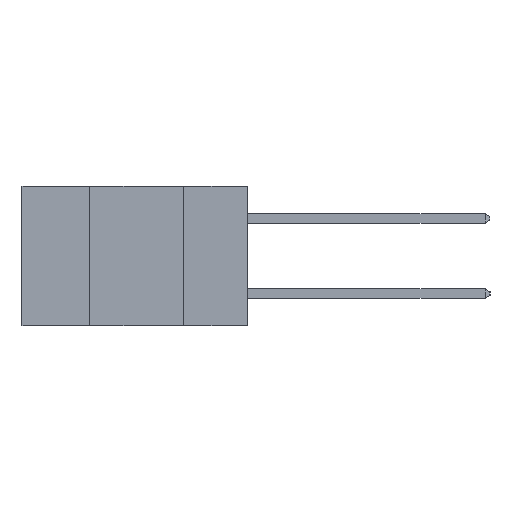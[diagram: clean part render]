
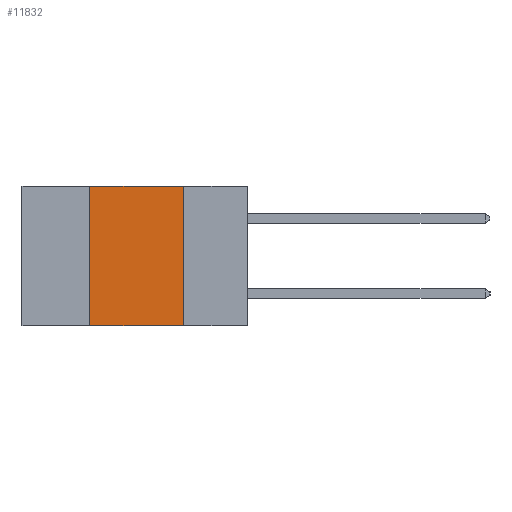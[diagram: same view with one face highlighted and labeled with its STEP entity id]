
A CAD part, left-side view. The second image highlights one B-rep face of the part: STEP entity #11832.
In plain terms, the highlighted planar face has unit normal (-1, 0, 0).
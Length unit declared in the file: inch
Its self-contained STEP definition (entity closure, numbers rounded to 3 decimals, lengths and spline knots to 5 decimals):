
#732 = EDGE_CURVE ( 'NONE', #3004, #15555, #16877, .T. ) ;
#2445 = CARTESIAN_POINT ( 'NONE',  ( 0., 0.42, -0.37 ) ) ;
#2703 = CARTESIAN_POINT ( 'NONE',  ( 0., 0.17, -0.37 ) ) ;
#3004 = VERTEX_POINT ( 'NONE', #2445 ) ;
#3108 = VECTOR ( 'NONE', #7549, 39.37008 ) ;
#4656 = DIRECTION ( 'NONE',  ( 0., 0., -1. ) ) ;
#4804 = EDGE_LOOP ( 'NONE', ( #16847, #13298, #10028, #21487 ) ) ;
#5566 = VECTOR ( 'NONE', #18277, 39.37008 ) ;
#6047 = LINE ( 'NONE', #18356, #10593 ) ;
#6123 = LINE ( 'NONE', #6325, #5566 ) ;
#6249 = EDGE_CURVE ( 'NONE', #12540, #8217, #6047, .T. ) ;
#6325 = CARTESIAN_POINT ( 'NONE',  ( 0., 0.6, 0. ) ) ;
#6915 = AXIS2_PLACEMENT_3D ( 'NONE', #14788, #9641, #21456 ) ;
#7549 = DIRECTION ( 'NONE',  ( 0., 0., 1. ) ) ;
#8154 = EDGE_CURVE ( 'NONE', #3004, #8217, #11976, .T. ) ;
#8217 = VERTEX_POINT ( 'NONE', #2703 ) ;
#8503 = CARTESIAN_POINT ( 'NONE',  ( 0., 0.42, -0.37 ) ) ;
#9545 = CARTESIAN_POINT ( 'NONE',  ( 0., 0.6, -0.37 ) ) ;
#9641 = DIRECTION ( 'NONE',  ( 1., 0., 0. ) ) ;
#9918 = CARTESIAN_POINT ( 'NONE',  ( 0., 0.42, 0. ) ) ;
#10028 = ORIENTED_EDGE ( 'NONE', *, *, #732, .F. ) ;
#10593 = VECTOR ( 'NONE', #4656, 39.37008 ) ;
#11271 = DIRECTION ( 'NONE',  ( 0., -1., 0. ) ) ;
#11747 = CARTESIAN_POINT ( 'NONE',  ( 0., 0.17, 0. ) ) ;
#11832 = ADVANCED_FACE ( 'NONE', ( #14223 ), #19802, .F. ) ;
#11976 = LINE ( 'NONE', #9545, #20395 ) ;
#12540 = VERTEX_POINT ( 'NONE', #11747 ) ;
#13298 = ORIENTED_EDGE ( 'NONE', *, *, #15495, .F. ) ;
#14223 = FACE_OUTER_BOUND ( 'NONE', #4804, .T. ) ;
#14788 = CARTESIAN_POINT ( 'NONE',  ( 0., 0.6, 0. ) ) ;
#15495 = EDGE_CURVE ( 'NONE', #15555, #12540, #6123, .T. ) ;
#15555 = VERTEX_POINT ( 'NONE', #9918 ) ;
#16847 = ORIENTED_EDGE ( 'NONE', *, *, #6249, .F. ) ;
#16877 = LINE ( 'NONE', #8503, #3108 ) ;
#18277 = DIRECTION ( 'NONE',  ( 0., -1., 0. ) ) ;
#18356 = CARTESIAN_POINT ( 'NONE',  ( 0., 0.17, -0.37 ) ) ;
#19802 = PLANE ( 'NONE',  #6915 ) ;
#20395 = VECTOR ( 'NONE', #11271, 39.37008 ) ;
#21456 = DIRECTION ( 'NONE',  ( 0., 0., -1. ) ) ;
#21487 = ORIENTED_EDGE ( 'NONE', *, *, #8154, .T. ) ;
